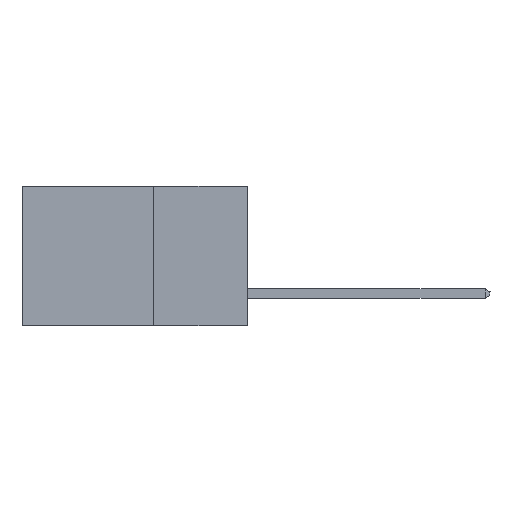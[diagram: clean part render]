
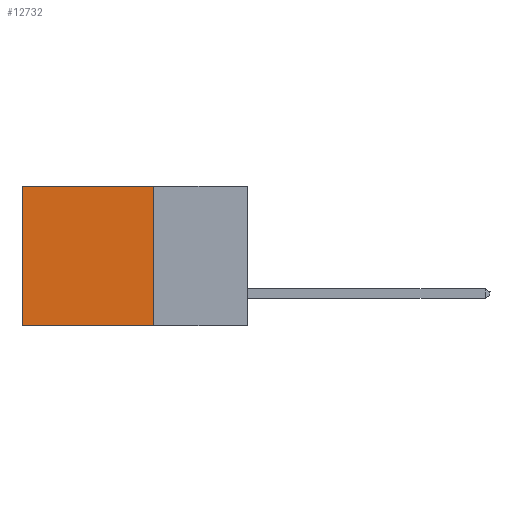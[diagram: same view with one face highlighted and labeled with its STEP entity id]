
A CAD part, left-side view. The second image highlights one B-rep face of the part: STEP entity #12732.
In plain terms, the highlighted planar face has unit normal (-1, 0, 0).
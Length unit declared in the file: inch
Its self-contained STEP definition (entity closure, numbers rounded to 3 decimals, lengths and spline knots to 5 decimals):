
#228 = DIRECTION ( 'NONE',  ( 0., 0., -1. ) ) ;
#250 = VECTOR ( 'NONE', #1223, 39.37008 ) ;
#1223 = DIRECTION ( 'NONE',  ( 0., 0., -1. ) ) ;
#1236 = VERTEX_POINT ( 'NONE', #5827 ) ;
#1662 = CARTESIAN_POINT ( 'NONE',  ( 0.2615, 0.25, -0.37 ) ) ;
#2518 = LINE ( 'NONE', #8715, #9576 ) ;
#2542 = EDGE_CURVE ( 'NONE', #12888, #1236, #6761, .T. ) ;
#2580 = VERTEX_POINT ( 'NONE', #13900 ) ;
#2598 = DIRECTION ( 'NONE',  ( 0., 0., -1. ) ) ;
#2777 = VECTOR ( 'NONE', #9006, 39.37008 ) ;
#2980 = LINE ( 'NONE', #1662, #8239 ) ;
#3708 = LINE ( 'NONE', #14761, #250 ) ;
#4132 = EDGE_CURVE ( 'NONE', #1236, #11228, #2518, .T. ) ;
#4230 = DIRECTION ( 'NONE',  ( 0., 1., 0. ) ) ;
#4365 = CARTESIAN_POINT ( 'NONE',  ( 0.2615, 0.25, 0. ) ) ;
#5649 = EDGE_LOOP ( 'NONE', ( #10985, #10092, #13526, #10729 ) ) ;
#5827 = CARTESIAN_POINT ( 'NONE',  ( 0.2615, 0.6, 0. ) ) ;
#5980 = AXIS2_PLACEMENT_3D ( 'NONE', #14655, #8611, #228 ) ;
#6761 = LINE ( 'NONE', #4365, #2777 ) ;
#8139 = CARTESIAN_POINT ( 'NONE',  ( 0.2615, 0.6, -0.37 ) ) ;
#8239 = VECTOR ( 'NONE', #4230, 39.37008 ) ;
#8611 = DIRECTION ( 'NONE',  ( 1., 0., 0. ) ) ;
#8715 = CARTESIAN_POINT ( 'NONE',  ( 0.2615, 0.6, -0.37 ) ) ;
#9006 = DIRECTION ( 'NONE',  ( 0., 1., 0. ) ) ;
#9576 = VECTOR ( 'NONE', #2598, 39.37008 ) ;
#9782 = FACE_OUTER_BOUND ( 'NONE', #5649, .T. ) ;
#10092 = ORIENTED_EDGE ( 'NONE', *, *, #13624, .F. ) ;
#10504 = EDGE_CURVE ( 'NONE', #12888, #2580, #3708, .T. ) ;
#10729 = ORIENTED_EDGE ( 'NONE', *, *, #2542, .T. ) ;
#10875 = PLANE ( 'NONE',  #5980 ) ;
#10985 = ORIENTED_EDGE ( 'NONE', *, *, #4132, .T. ) ;
#11228 = VERTEX_POINT ( 'NONE', #8139 ) ;
#11403 = CARTESIAN_POINT ( 'NONE',  ( 0.2615, 0.25, 0. ) ) ;
#12732 = ADVANCED_FACE ( 'NONE', ( #9782 ), #10875, .F. ) ;
#12888 = VERTEX_POINT ( 'NONE', #11403 ) ;
#13526 = ORIENTED_EDGE ( 'NONE', *, *, #10504, .F. ) ;
#13624 = EDGE_CURVE ( 'NONE', #2580, #11228, #2980, .T. ) ;
#13900 = CARTESIAN_POINT ( 'NONE',  ( 0.2615, 0.25, -0.37 ) ) ;
#14655 = CARTESIAN_POINT ( 'NONE',  ( 0.2615, 0.25, -0.37 ) ) ;
#14761 = CARTESIAN_POINT ( 'NONE',  ( 0.2615, 0.25, -0.37 ) ) ;
